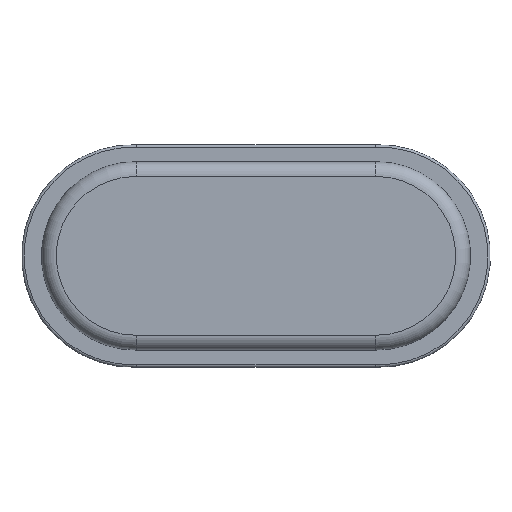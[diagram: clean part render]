
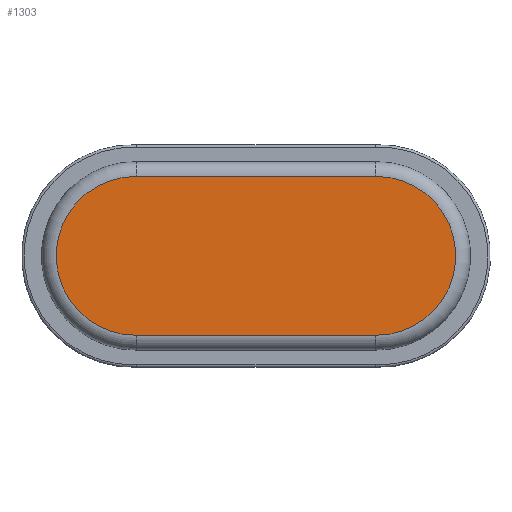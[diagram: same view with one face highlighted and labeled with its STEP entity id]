
A CAD part, top view. The second image highlights one B-rep face of the part: STEP entity #1303.
In plain terms, the highlighted planar face has unit normal (0, 0, 1).
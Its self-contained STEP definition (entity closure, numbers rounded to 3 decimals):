
#922 = TOROIDAL_SURFACE('',#923,3.224,0.6);
#923 = AXIS2_PLACEMENT_3D('',#924,#925,#926);
#924 = CARTESIAN_POINT('',(-4.886,0.,3.9));
#925 = DIRECTION('',(0.,0.,1.));
#926 = DIRECTION('',(0.007,-1.,0.));
#996 = CYLINDRICAL_SURFACE('',#997,0.6);
#997 = AXIS2_PLACEMENT_3D('',#998,#999,#1000);
#998 = CARTESIAN_POINT('',(4.858,-3.223,3.9));
#999 = DIRECTION('',(-1.,0.,0.));
#1000 = DIRECTION('',(0.,-1.,0.));
#1031 = TOROIDAL_SURFACE('',#1032,3.224,0.6);
#1032 = AXIS2_PLACEMENT_3D('',#1033,#1034,#1035);
#1033 = CARTESIAN_POINT('',(4.886,0.,3.9));
#1034 = DIRECTION('',(0.,0.,1.));
#1035 = DIRECTION('',(-0.007,1.,0.));
#1083 = CYLINDRICAL_SURFACE('',#1084,0.6);
#1084 = AXIS2_PLACEMENT_3D('',#1085,#1086,#1087);
#1085 = CARTESIAN_POINT('',(-4.858,3.223,3.9));
#1086 = DIRECTION('',(1.,0.,0.));
#1087 = DIRECTION('',(0.,1.,0.));
#1101 = VERTEX_POINT('',#1102);
#1102 = CARTESIAN_POINT('',(-4.858,-3.223,4.5));
#1124 = VERTEX_POINT('',#1125);
#1125 = CARTESIAN_POINT('',(-4.862,3.223,4.5));
#1145 = EDGE_CURVE('',#1101,#1124,#1146,.T.);
#1146 = SURFACE_CURVE('',#1147,(#1152,#1159),.PCURVE_S1.);
#1147 = CIRCLE('',#1148,3.224);
#1148 = AXIS2_PLACEMENT_3D('',#1149,#1150,#1151);
#1149 = CARTESIAN_POINT('',(-4.886,0.,4.5));
#1150 = DIRECTION('',(0.,0.,-1.));
#1151 = DIRECTION('',(0.007,-1.,0.));
#1152 = PCURVE('',#922,#1153);
#1153 = DEFINITIONAL_REPRESENTATION('',(#1154),#1158);
#1154 = LINE('',#1155,#1156);
#1155 = CARTESIAN_POINT('',(0.,1.571));
#1156 = VECTOR('',#1157,1.);
#1157 = DIRECTION('',(-1.,0.));
#1158 = ( GEOMETRIC_REPRESENTATION_CONTEXT(2) 
PARAMETRIC_REPRESENTATION_CONTEXT() REPRESENTATION_CONTEXT('2D SPACE',''
  ) );
#1159 = PCURVE('',#1160,#1165);
#1160 = PLANE('',#1161);
#1161 = AXIS2_PLACEMENT_3D('',#1162,#1163,#1164);
#1162 = CARTESIAN_POINT('',(4.858,-3.823,4.5));
#1163 = DIRECTION('',(0.,0.,1.));
#1164 = DIRECTION('',(1.,0.,0.));
#1165 = DEFINITIONAL_REPRESENTATION('',(#1166),#1174);
#1166 = ( BOUNDED_CURVE() B_SPLINE_CURVE(2,(#1167,#1168,#1169,#1170,
#1171,#1172,#1173),.UNSPECIFIED.,.T.,.F.) B_SPLINE_CURVE_WITH_KNOTS((1,2
    ,2,2,2,1),(-2.094,0.,2.094,4.189,
6.283,8.378),.UNSPECIFIED.) CURVE() 
GEOMETRIC_REPRESENTATION_ITEM() RATIONAL_B_SPLINE_CURVE((1.,0.5,1.,0.5,
1.,0.5,1.)) REPRESENTATION_ITEM('') );
#1167 = CARTESIAN_POINT('',(-9.72,0.6));
#1168 = CARTESIAN_POINT('',(-15.303,0.559));
#1169 = CARTESIAN_POINT('',(-12.547,5.415));
#1170 = CARTESIAN_POINT('',(-9.791,10.27));
#1171 = CARTESIAN_POINT('',(-6.964,5.456));
#1172 = CARTESIAN_POINT('',(-4.137,0.641));
#1173 = CARTESIAN_POINT('',(-9.72,0.6));
#1174 = ( GEOMETRIC_REPRESENTATION_CONTEXT(2) 
PARAMETRIC_REPRESENTATION_CONTEXT() REPRESENTATION_CONTEXT('2D SPACE',''
  ) );
#1180 = VERTEX_POINT('',#1181);
#1181 = CARTESIAN_POINT('',(4.858,-3.223,4.5));
#1201 = EDGE_CURVE('',#1180,#1101,#1202,.T.);
#1202 = SURFACE_CURVE('',#1203,(#1207,#1214),.PCURVE_S1.);
#1203 = LINE('',#1204,#1205);
#1204 = CARTESIAN_POINT('',(4.858,-3.223,4.5));
#1205 = VECTOR('',#1206,1.);
#1206 = DIRECTION('',(-1.,0.,0.));
#1207 = PCURVE('',#996,#1208);
#1208 = DEFINITIONAL_REPRESENTATION('',(#1209),#1213);
#1209 = LINE('',#1210,#1211);
#1210 = CARTESIAN_POINT('',(1.571,0.));
#1211 = VECTOR('',#1212,1.);
#1212 = DIRECTION('',(0.,1.));
#1213 = ( GEOMETRIC_REPRESENTATION_CONTEXT(2) 
PARAMETRIC_REPRESENTATION_CONTEXT() REPRESENTATION_CONTEXT('2D SPACE',''
  ) );
#1214 = PCURVE('',#1160,#1215);
#1215 = DEFINITIONAL_REPRESENTATION('',(#1216),#1220);
#1216 = LINE('',#1217,#1218);
#1217 = CARTESIAN_POINT('',(0.,0.6));
#1218 = VECTOR('',#1219,1.);
#1219 = DIRECTION('',(-1.,0.));
#1220 = ( GEOMETRIC_REPRESENTATION_CONTEXT(2) 
PARAMETRIC_REPRESENTATION_CONTEXT() REPRESENTATION_CONTEXT('2D SPACE',''
  ) );
#1228 = VERTEX_POINT('',#1229);
#1229 = CARTESIAN_POINT('',(4.858,3.223,4.5));
#1251 = EDGE_CURVE('',#1228,#1180,#1252,.T.);
#1252 = SURFACE_CURVE('',#1253,(#1258,#1265),.PCURVE_S1.);
#1253 = CIRCLE('',#1254,3.224);
#1254 = AXIS2_PLACEMENT_3D('',#1255,#1256,#1257);
#1255 = CARTESIAN_POINT('',(4.886,0.,4.5));
#1256 = DIRECTION('',(0.,0.,-1.));
#1257 = DIRECTION('',(-0.007,1.,0.));
#1258 = PCURVE('',#1031,#1259);
#1259 = DEFINITIONAL_REPRESENTATION('',(#1260),#1264);
#1260 = LINE('',#1261,#1262);
#1261 = CARTESIAN_POINT('',(0.,1.571));
#1262 = VECTOR('',#1263,1.);
#1263 = DIRECTION('',(-1.,0.));
#1264 = ( GEOMETRIC_REPRESENTATION_CONTEXT(2) 
PARAMETRIC_REPRESENTATION_CONTEXT() REPRESENTATION_CONTEXT('2D SPACE',''
  ) );
#1265 = PCURVE('',#1160,#1266);
#1266 = DEFINITIONAL_REPRESENTATION('',(#1267),#1275);
#1267 = ( BOUNDED_CURVE() B_SPLINE_CURVE(2,(#1268,#1269,#1270,#1271,
#1272,#1273,#1274),.UNSPECIFIED.,.T.,.F.) B_SPLINE_CURVE_WITH_KNOTS((1,2
    ,2,2,2,1),(-2.094,0.,2.094,4.189,
6.283,8.378),.UNSPECIFIED.) CURVE() 
GEOMETRIC_REPRESENTATION_ITEM() RATIONAL_B_SPLINE_CURVE((1.,0.5,1.,0.5,
1.,0.5,1.)) REPRESENTATION_ITEM('') );
#1268 = CARTESIAN_POINT('',(0.004,7.047));
#1269 = CARTESIAN_POINT('',(5.588,7.088));
#1270 = CARTESIAN_POINT('',(2.832,2.232));
#1271 = CARTESIAN_POINT('',(0.076,-2.623));
#1272 = CARTESIAN_POINT('',(-2.752,2.191));
#1273 = CARTESIAN_POINT('',(-5.579,7.006));
#1274 = CARTESIAN_POINT('',(0.004,7.047));
#1275 = ( GEOMETRIC_REPRESENTATION_CONTEXT(2) 
PARAMETRIC_REPRESENTATION_CONTEXT() REPRESENTATION_CONTEXT('2D SPACE',''
  ) );
#1281 = EDGE_CURVE('',#1124,#1228,#1282,.T.);
#1282 = SURFACE_CURVE('',#1283,(#1287,#1294),.PCURVE_S1.);
#1283 = LINE('',#1284,#1285);
#1284 = CARTESIAN_POINT('',(-4.858,3.223,4.5));
#1285 = VECTOR('',#1286,1.);
#1286 = DIRECTION('',(1.,0.,0.));
#1287 = PCURVE('',#1083,#1288);
#1288 = DEFINITIONAL_REPRESENTATION('',(#1289),#1293);
#1289 = LINE('',#1290,#1291);
#1290 = CARTESIAN_POINT('',(1.571,0.));
#1291 = VECTOR('',#1292,1.);
#1292 = DIRECTION('',(0.,1.));
#1293 = ( GEOMETRIC_REPRESENTATION_CONTEXT(2) 
PARAMETRIC_REPRESENTATION_CONTEXT() REPRESENTATION_CONTEXT('2D SPACE',''
  ) );
#1294 = PCURVE('',#1160,#1295);
#1295 = DEFINITIONAL_REPRESENTATION('',(#1296),#1300);
#1296 = LINE('',#1297,#1298);
#1297 = CARTESIAN_POINT('',(-9.716,7.047));
#1298 = VECTOR('',#1299,1.);
#1299 = DIRECTION('',(1.,0.));
#1300 = ( GEOMETRIC_REPRESENTATION_CONTEXT(2) 
PARAMETRIC_REPRESENTATION_CONTEXT() REPRESENTATION_CONTEXT('2D SPACE',''
  ) );
#1303 = ADVANCED_FACE('',(#1304),#1160,.T.);
#1304 = FACE_BOUND('',#1305,.T.);
#1305 = EDGE_LOOP('',(#1306,#1307,#1308,#1309));
#1306 = ORIENTED_EDGE('',*,*,#1201,.F.);
#1307 = ORIENTED_EDGE('',*,*,#1251,.F.);
#1308 = ORIENTED_EDGE('',*,*,#1281,.F.);
#1309 = ORIENTED_EDGE('',*,*,#1145,.F.);
